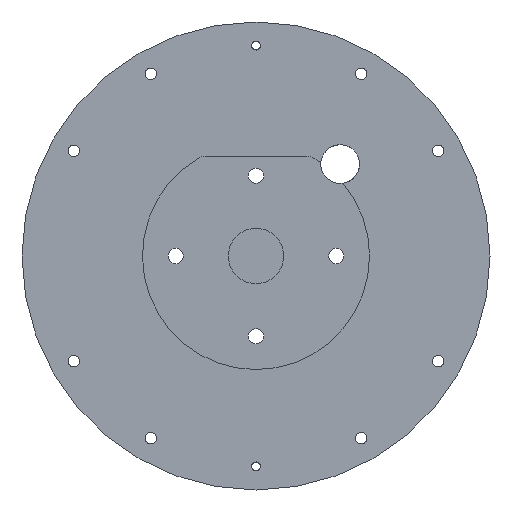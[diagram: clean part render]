
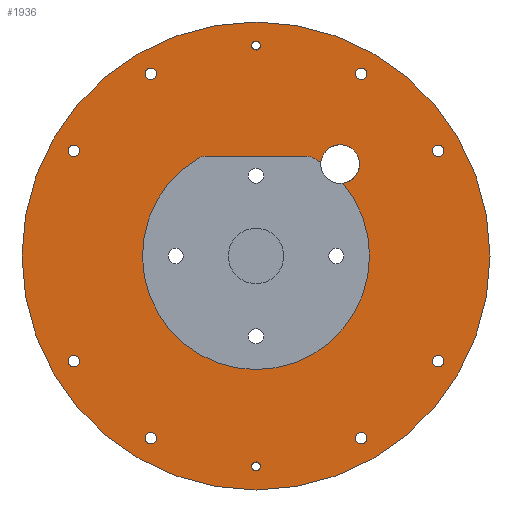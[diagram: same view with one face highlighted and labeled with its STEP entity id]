
A CAD part, front view. The second image highlights one B-rep face of the part: STEP entity #1936.
In plain terms, the highlighted planar face has unit normal (0, -1, 0).
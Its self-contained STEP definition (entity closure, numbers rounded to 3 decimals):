
#122=FACE_BOUND('',#446,.T.);
#123=FACE_BOUND('',#447,.T.);
#124=FACE_BOUND('',#448,.T.);
#125=FACE_BOUND('',#449,.T.);
#126=FACE_BOUND('',#450,.T.);
#127=FACE_BOUND('',#451,.T.);
#128=FACE_BOUND('',#452,.T.);
#129=FACE_BOUND('',#453,.T.);
#130=FACE_BOUND('',#454,.T.);
#131=FACE_BOUND('',#455,.T.);
#132=FACE_BOUND('',#456,.T.);
#210=CIRCLE('',#2125,2.067);
#213=CIRCLE('',#2130,2.067);
#216=CIRCLE('',#2135,2.067);
#219=CIRCLE('',#2140,2.067);
#222=CIRCLE('',#2145,2.067);
#225=CIRCLE('',#2150,2.067);
#228=CIRCLE('',#2155,2.067);
#231=CIRCLE('',#2160,2.067);
#233=CIRCLE('',#2163,7.);
#235=CIRCLE('',#2166,84.5);
#236=CIRCLE('',#2167,41.);
#237=CIRCLE('',#2168,5.);
#238=CIRCLE('',#2169,5.);
#239=CIRCLE('',#2170,41.);
#240=CIRCLE('',#2171,1.621);
#241=CIRCLE('',#2172,1.621);
#315=FACE_OUTER_BOUND('',#445,.T.);
#445=EDGE_LOOP('',(#1486));
#446=EDGE_LOOP('',(#1487,#1488,#1489,#1490,#1491,#1492));
#447=EDGE_LOOP('',(#1493));
#448=EDGE_LOOP('',(#1494));
#449=EDGE_LOOP('',(#1495));
#450=EDGE_LOOP('',(#1496));
#451=EDGE_LOOP('',(#1497));
#452=EDGE_LOOP('',(#1498));
#453=EDGE_LOOP('',(#1499));
#454=EDGE_LOOP('',(#1500));
#455=EDGE_LOOP('',(#1501));
#456=EDGE_LOOP('',(#1502));
#601=LINE('',#3258,#734);
#734=VECTOR('',#2596,10.);
#911=VERTEX_POINT('',#3165);
#914=VERTEX_POINT('',#3175);
#917=VERTEX_POINT('',#3185);
#920=VERTEX_POINT('',#3195);
#923=VERTEX_POINT('',#3205);
#926=VERTEX_POINT('',#3215);
#929=VERTEX_POINT('',#3225);
#932=VERTEX_POINT('',#3235);
#935=VERTEX_POINT('',#3243);
#936=VERTEX_POINT('',#3245);
#938=VERTEX_POINT('',#3251);
#939=VERTEX_POINT('',#3253);
#940=VERTEX_POINT('',#3255);
#941=VERTEX_POINT('',#3257);
#942=VERTEX_POINT('',#3259);
#943=VERTEX_POINT('',#3262);
#944=VERTEX_POINT('',#3264);
#1103=EDGE_CURVE('',#911,#911,#210,.T.);
#1108=EDGE_CURVE('',#914,#914,#213,.T.);
#1113=EDGE_CURVE('',#917,#917,#216,.T.);
#1118=EDGE_CURVE('',#920,#920,#219,.T.);
#1123=EDGE_CURVE('',#923,#923,#222,.T.);
#1128=EDGE_CURVE('',#926,#926,#225,.T.);
#1133=EDGE_CURVE('',#929,#929,#228,.T.);
#1138=EDGE_CURVE('',#932,#932,#231,.T.);
#1142=EDGE_CURVE('',#936,#935,#233,.T.);
#1145=EDGE_CURVE('',#938,#938,#235,.T.);
#1146=EDGE_CURVE('',#935,#939,#236,.T.);
#1147=EDGE_CURVE('',#939,#940,#237,.T.);
#1148=EDGE_CURVE('',#940,#941,#601,.T.);
#1149=EDGE_CURVE('',#941,#942,#238,.T.);
#1150=EDGE_CURVE('',#942,#936,#239,.T.);
#1151=EDGE_CURVE('',#943,#943,#240,.T.);
#1152=EDGE_CURVE('',#944,#944,#241,.T.);
#1486=ORIENTED_EDGE('',*,*,#1145,.F.);
#1487=ORIENTED_EDGE('',*,*,#1142,.T.);
#1488=ORIENTED_EDGE('',*,*,#1146,.T.);
#1489=ORIENTED_EDGE('',*,*,#1147,.T.);
#1490=ORIENTED_EDGE('',*,*,#1148,.T.);
#1491=ORIENTED_EDGE('',*,*,#1149,.T.);
#1492=ORIENTED_EDGE('',*,*,#1150,.T.);
#1493=ORIENTED_EDGE('',*,*,#1151,.T.);
#1494=ORIENTED_EDGE('',*,*,#1152,.T.);
#1495=ORIENTED_EDGE('',*,*,#1138,.T.);
#1496=ORIENTED_EDGE('',*,*,#1133,.T.);
#1497=ORIENTED_EDGE('',*,*,#1128,.T.);
#1498=ORIENTED_EDGE('',*,*,#1123,.T.);
#1499=ORIENTED_EDGE('',*,*,#1118,.T.);
#1500=ORIENTED_EDGE('',*,*,#1113,.T.);
#1501=ORIENTED_EDGE('',*,*,#1108,.T.);
#1502=ORIENTED_EDGE('',*,*,#1103,.T.);
#1888=PLANE('',#2165);
#1936=ADVANCED_FACE('',(#315,#122,#123,#124,#125,#126,#127,#128,#129,#130,
#131,#132),#1888,.F.);
#2125=AXIS2_PLACEMENT_3D('',#3167,#2491,#2492);
#2130=AXIS2_PLACEMENT_3D('',#3177,#2503,#2504);
#2135=AXIS2_PLACEMENT_3D('',#3187,#2515,#2516);
#2140=AXIS2_PLACEMENT_3D('',#3197,#2527,#2528);
#2145=AXIS2_PLACEMENT_3D('',#3207,#2539,#2540);
#2150=AXIS2_PLACEMENT_3D('',#3217,#2551,#2552);
#2155=AXIS2_PLACEMENT_3D('',#3227,#2563,#2564);
#2160=AXIS2_PLACEMENT_3D('',#3237,#2575,#2576);
#2163=AXIS2_PLACEMENT_3D('',#3246,#2583,#2584);
#2165=AXIS2_PLACEMENT_3D('',#3250,#2588,#2589);
#2166=AXIS2_PLACEMENT_3D('',#3252,#2590,#2591);
#2167=AXIS2_PLACEMENT_3D('',#3254,#2592,#2593);
#2168=AXIS2_PLACEMENT_3D('',#3256,#2594,#2595);
#2169=AXIS2_PLACEMENT_3D('',#3260,#2597,#2598);
#2170=AXIS2_PLACEMENT_3D('',#3261,#2599,#2600);
#2171=AXIS2_PLACEMENT_3D('',#3263,#2601,#2602);
#2172=AXIS2_PLACEMENT_3D('',#3265,#2603,#2604);
#2491=DIRECTION('center_axis',(0.,1.,0.));
#2492=DIRECTION('ref_axis',(1.,0.,0.));
#2503=DIRECTION('center_axis',(0.,1.,0.));
#2504=DIRECTION('ref_axis',(1.,0.,0.));
#2515=DIRECTION('center_axis',(0.,1.,0.));
#2516=DIRECTION('ref_axis',(1.,0.,0.));
#2527=DIRECTION('center_axis',(0.,1.,0.));
#2528=DIRECTION('ref_axis',(1.,0.,0.));
#2539=DIRECTION('center_axis',(0.,1.,0.));
#2540=DIRECTION('ref_axis',(1.,0.,0.));
#2551=DIRECTION('center_axis',(0.,1.,0.));
#2552=DIRECTION('ref_axis',(1.,0.,0.));
#2563=DIRECTION('center_axis',(0.,1.,0.));
#2564=DIRECTION('ref_axis',(1.,0.,0.));
#2575=DIRECTION('center_axis',(0.,1.,0.));
#2576=DIRECTION('ref_axis',(1.,0.,0.));
#2583=DIRECTION('center_axis',(0.,1.,0.));
#2584=DIRECTION('ref_axis',(1.,0.,0.));
#2588=DIRECTION('center_axis',(0.,1.,0.));
#2589=DIRECTION('ref_axis',(0.,0.,1.));
#2590=DIRECTION('center_axis',(0.,1.,0.));
#2591=DIRECTION('ref_axis',(-1.,0.,0.));
#2592=DIRECTION('center_axis',(0.,1.,0.));
#2593=DIRECTION('ref_axis',(-0.508,0.,0.861));
#2594=DIRECTION('center_axis',(0.,1.,0.));
#2595=DIRECTION('ref_axis',(0.,0.,1.));
#2596=DIRECTION('',(1.,0.,0.));
#2597=DIRECTION('center_axis',(0.,1.,0.));
#2598=DIRECTION('ref_axis',(0.508,0.,0.861));
#2599=DIRECTION('center_axis',(0.,1.,0.));
#2600=DIRECTION('ref_axis',(-0.508,0.,0.861));
#2601=DIRECTION('center_axis',(0.,1.,0.));
#2602=DIRECTION('ref_axis',(1.,0.,0.));
#2603=DIRECTION('center_axis',(0.,1.,0.));
#2604=DIRECTION('ref_axis',(1.,0.,0.));
#3165=CARTESIAN_POINT('',(35.933,0.,65.818));
#3167=CARTESIAN_POINT('Origin',(38.,0.,65.818));
#3175=CARTESIAN_POINT('',(63.751,0.,38.));
#3177=CARTESIAN_POINT('Origin',(65.818,0.,38.));
#3185=CARTESIAN_POINT('',(63.751,0.,-38.));
#3187=CARTESIAN_POINT('Origin',(65.818,0.,-38.));
#3195=CARTESIAN_POINT('',(35.933,0.,-65.818));
#3197=CARTESIAN_POINT('Origin',(38.,0.,-65.818));
#3205=CARTESIAN_POINT('',(-40.067,0.,-65.818));
#3207=CARTESIAN_POINT('Origin',(-38.,0.,-65.818));
#3215=CARTESIAN_POINT('',(-67.885,0.,-38.));
#3217=CARTESIAN_POINT('Origin',(-65.818,0.,-38.));
#3225=CARTESIAN_POINT('',(-67.885,0.,38.));
#3227=CARTESIAN_POINT('Origin',(-65.818,0.,38.));
#3235=CARTESIAN_POINT('',(-40.067,0.,65.818));
#3237=CARTESIAN_POINT('Origin',(-38.,0.,65.818));
#3243=CARTESIAN_POINT('',(31.47,0.,26.28));
#3245=CARTESIAN_POINT('',(23.398,0.,33.668));
#3246=CARTESIAN_POINT('Origin',(30.382,0.,33.195));
#3250=CARTESIAN_POINT('Origin',(0.,0.,0.));
#3251=CARTESIAN_POINT('',(84.5,0.,0.));
#3252=CARTESIAN_POINT('Origin',(0.,0.,0.));
#3253=CARTESIAN_POINT('',(-20.845,0.,35.306));
#3254=CARTESIAN_POINT('Origin',(0.,0.,0.));
#3255=CARTESIAN_POINT('',(-18.303,0.,36.));
#3256=CARTESIAN_POINT('Origin',(-18.303,0.,31.));
#3257=CARTESIAN_POINT('',(18.303,0.,36.));
#3258=CARTESIAN_POINT('',(-9.152,0.,36.));
#3259=CARTESIAN_POINT('',(20.845,0.,35.306));
#3260=CARTESIAN_POINT('Origin',(18.303,0.,31.));
#3261=CARTESIAN_POINT('Origin',(0.,0.,0.));
#3262=CARTESIAN_POINT('',(-1.621,0.,76.));
#3263=CARTESIAN_POINT('Origin',(0.,0.,76.));
#3264=CARTESIAN_POINT('',(-1.621,0.,-76.));
#3265=CARTESIAN_POINT('Origin',(0.,0.,-76.));
